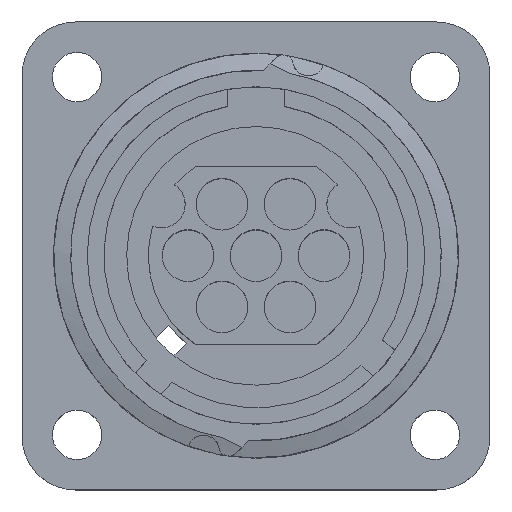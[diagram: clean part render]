
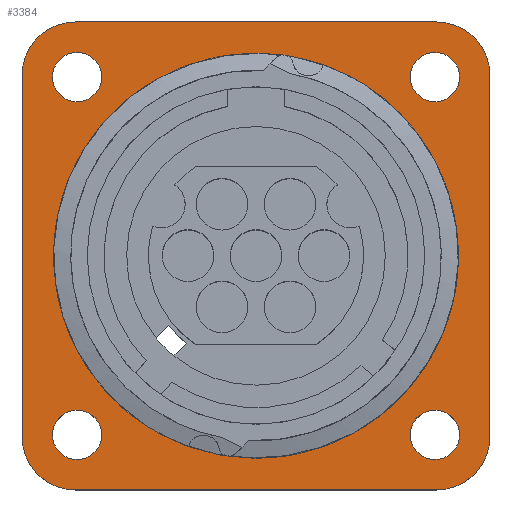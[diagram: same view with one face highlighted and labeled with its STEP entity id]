
A CAD part, top view. The second image highlights one B-rep face of the part: STEP entity #3384.
In plain terms, the highlighted planar face has unit normal (0, 0, 1).
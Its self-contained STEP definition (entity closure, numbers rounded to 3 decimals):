
#72=DIRECTION('',(-1.,0.,0.));
#73=VECTOR('',#72,23.241);
#74=CARTESIAN_POINT('',(11.621,15.05,0.));
#75=LINE('',#74,#73);
#76=CARTESIAN_POINT('',(11.621,11.621,0.));
#77=DIRECTION('',(0.,0.,1.));
#78=DIRECTION('',(1.,0.,0.));
#79=AXIS2_PLACEMENT_3D('',#76,#77,#78);
#81=DIRECTION('',(0.,1.,0.));
#82=VECTOR('',#81,23.241);
#83=CARTESIAN_POINT('',(15.05,-11.621,0.));
#84=LINE('',#83,#82);
#85=CARTESIAN_POINT('',(11.621,-11.621,0.));
#86=DIRECTION('',(0.,0.,1.));
#87=DIRECTION('',(0.,-1.,0.));
#88=AXIS2_PLACEMENT_3D('',#85,#86,#87);
#90=DIRECTION('',(1.,0.,0.));
#91=VECTOR('',#90,23.241);
#92=CARTESIAN_POINT('',(-11.621,-15.05,0.));
#93=LINE('',#92,#91);
#94=CARTESIAN_POINT('',(-11.621,-11.621,0.));
#95=DIRECTION('',(0.,0.,1.));
#96=DIRECTION('',(-1.,0.,0.));
#97=AXIS2_PLACEMENT_3D('',#94,#95,#96);
#99=DIRECTION('',(0.,-1.,0.));
#100=VECTOR('',#99,23.241);
#101=CARTESIAN_POINT('',(-15.05,11.621,0.));
#102=LINE('',#101,#100);
#103=CARTESIAN_POINT('',(-11.621,11.621,0.));
#104=DIRECTION('',(0.,0.,1.));
#105=DIRECTION('',(0.,1.,0.));
#106=AXIS2_PLACEMENT_3D('',#103,#104,#105);
#108=CARTESIAN_POINT('',(-11.506,11.506,0.));
#109=DIRECTION('',(0.,0.,1.));
#110=DIRECTION('',(1.,0.,0.));
#111=AXIS2_PLACEMENT_3D('',#108,#109,#110);
#113=CARTESIAN_POINT('',(-11.506,11.506,0.));
#114=DIRECTION('',(0.,0.,1.));
#115=DIRECTION('',(-1.,0.,0.));
#116=AXIS2_PLACEMENT_3D('',#113,#114,#115);
#118=CARTESIAN_POINT('',(11.506,11.506,0.));
#119=DIRECTION('',(0.,0.,1.));
#120=DIRECTION('',(1.,0.,0.));
#121=AXIS2_PLACEMENT_3D('',#118,#119,#120);
#123=CARTESIAN_POINT('',(11.506,11.506,0.));
#124=DIRECTION('',(0.,0.,1.));
#125=DIRECTION('',(-1.,0.,0.));
#126=AXIS2_PLACEMENT_3D('',#123,#124,#125);
#128=CARTESIAN_POINT('',(11.506,-11.506,0.));
#129=DIRECTION('',(0.,0.,1.));
#130=DIRECTION('',(1.,0.,0.));
#131=AXIS2_PLACEMENT_3D('',#128,#129,#130);
#133=CARTESIAN_POINT('',(11.506,-11.506,0.));
#134=DIRECTION('',(0.,0.,1.));
#135=DIRECTION('',(-1.,0.,0.));
#136=AXIS2_PLACEMENT_3D('',#133,#134,#135);
#138=CARTESIAN_POINT('',(-11.506,-11.506,0.));
#139=DIRECTION('',(0.,0.,1.));
#140=DIRECTION('',(1.,0.,0.));
#141=AXIS2_PLACEMENT_3D('',#138,#139,#140);
#143=CARTESIAN_POINT('',(-11.506,-11.506,0.));
#144=DIRECTION('',(0.,0.,1.));
#145=DIRECTION('',(-1.,0.,0.));
#146=AXIS2_PLACEMENT_3D('',#143,#144,#145);
#148=CARTESIAN_POINT('',(0.,0.,0.));
#149=DIRECTION('',(0.,0.,-1.));
#150=DIRECTION('',(-0.078,0.997,0.));
#151=AXIS2_PLACEMENT_3D('',#148,#149,#150);
#153=DIRECTION('',(0.,1.,0.));
#154=VECTOR('',#153,0.255);
#155=CARTESIAN_POINT('',(-1.016,12.723,0.));
#156=LINE('',#155,#154);
#157=CARTESIAN_POINT('',(0.,0.,0.));
#158=DIRECTION('',(0.,0.,1.));
#159=DIRECTION('',(-0.08,0.997,0.));
#160=AXIS2_PLACEMENT_3D('',#157,#158,#159);
#162=DIRECTION('',(0.,1.,0.));
#163=VECTOR('',#162,0.257);
#164=CARTESIAN_POINT('',(-2.032,12.601,0.));
#165=LINE('',#164,#163);
#166=CARTESIAN_POINT('',(0.,0.,0.));
#167=DIRECTION('',(0.,0.,-1.));
#168=DIRECTION('',(0.,-1.,0.));
#169=AXIS2_PLACEMENT_3D('',#166,#167,#168);
#171=CARTESIAN_POINT('',(0.,0.,0.));
#172=DIRECTION('',(0.,0.,-1.));
#173=DIRECTION('',(0.156,0.988,0.));
#174=AXIS2_PLACEMENT_3D('',#171,#172,#173);
#176=DIRECTION('',(0.,-1.,0.));
#177=VECTOR('',#176,0.257);
#178=CARTESIAN_POINT('',(2.032,12.858,0.));
#179=LINE('',#178,#177);
#180=CARTESIAN_POINT('',(0.,0.,0.));
#181=DIRECTION('',(0.,0.,1.));
#182=DIRECTION('',(0.159,0.987,0.));
#183=AXIS2_PLACEMENT_3D('',#180,#181,#182);
#185=DIRECTION('',(0.,1.,0.));
#186=VECTOR('',#185,0.255);
#187=CARTESIAN_POINT('',(1.016,12.723,0.));
#188=LINE('',#187,#186);
#2827=CARTESIAN_POINT('',(11.621,15.05,0.));
#2828=CARTESIAN_POINT('',(-11.621,15.05,0.));
#2829=VERTEX_POINT('',#2827);
#2830=VERTEX_POINT('',#2828);
#2831=CARTESIAN_POINT('',(-15.05,11.621,0.));
#2832=CARTESIAN_POINT('',(-15.05,-11.621,0.));
#2833=VERTEX_POINT('',#2831);
#2834=VERTEX_POINT('',#2832);
#2835=CARTESIAN_POINT('',(-11.621,-15.05,0.));
#2836=CARTESIAN_POINT('',(11.621,-15.05,0.));
#2837=VERTEX_POINT('',#2835);
#2838=VERTEX_POINT('',#2836);
#2839=CARTESIAN_POINT('',(15.05,-11.621,0.));
#2840=CARTESIAN_POINT('',(15.05,11.621,0.));
#2841=VERTEX_POINT('',#2839);
#2842=VERTEX_POINT('',#2840);
#2859=CARTESIAN_POINT('',(-9.919,11.506,0.));
#2860=CARTESIAN_POINT('',(-13.094,11.506,0.));
#2861=VERTEX_POINT('',#2859);
#2862=VERTEX_POINT('',#2860);
#2863=CARTESIAN_POINT('',(13.094,11.506,0.));
#2864=CARTESIAN_POINT('',(9.919,11.506,0.));
#2865=VERTEX_POINT('',#2863);
#2866=VERTEX_POINT('',#2864);
#2867=CARTESIAN_POINT('',(13.094,-11.506,0.));
#2868=CARTESIAN_POINT('',(9.919,-11.506,0.));
#2869=VERTEX_POINT('',#2867);
#2870=VERTEX_POINT('',#2868);
#2871=CARTESIAN_POINT('',(-9.919,-11.506,0.));
#2872=CARTESIAN_POINT('',(-13.094,-11.506,0.));
#2873=VERTEX_POINT('',#2871);
#2874=VERTEX_POINT('',#2872);
#3155=CARTESIAN_POINT('',(2.032,12.601,0.));
#3156=VERTEX_POINT('',#3155);
#3157=CARTESIAN_POINT('',(-2.032,12.601,0.));
#3158=VERTEX_POINT('',#3157);
#3163=CARTESIAN_POINT('',(-2.032,12.858,0.));
#3164=VERTEX_POINT('',#3163);
#3167=CARTESIAN_POINT('',(2.032,12.858,0.));
#3168=VERTEX_POINT('',#3167);
#3169=CARTESIAN_POINT('',(0.,-13.018,0.));
#3170=VERTEX_POINT('',#3169);
#3305=CARTESIAN_POINT('',(-1.016,12.978,0.));
#3306=CARTESIAN_POINT('',(1.016,12.978,0.));
#3307=VERTEX_POINT('',#3305);
#3308=VERTEX_POINT('',#3306);
#3309=CARTESIAN_POINT('',(-1.016,12.723,0.));
#3310=VERTEX_POINT('',#3309);
#3311=CARTESIAN_POINT('',(1.016,12.723,0.));
#3312=VERTEX_POINT('',#3311);
#3317=CARTESIAN_POINT('',(0.,0.,0.));
#3318=DIRECTION('',(0.,0.,1.));
#3319=DIRECTION('',(1.,0.,0.));
#3320=AXIS2_PLACEMENT_3D('',#3317,#3318,#3319);
#3321=PLANE('',#3320);
#3323=ORIENTED_EDGE('',*,*,#3322,.F.);
#3325=ORIENTED_EDGE('',*,*,#3324,.F.);
#3327=ORIENTED_EDGE('',*,*,#3326,.F.);
#3329=ORIENTED_EDGE('',*,*,#3328,.F.);
#3331=ORIENTED_EDGE('',*,*,#3330,.F.);
#3333=ORIENTED_EDGE('',*,*,#3332,.F.);
#3335=ORIENTED_EDGE('',*,*,#3334,.F.);
#3337=ORIENTED_EDGE('',*,*,#3336,.F.);
#3338=EDGE_LOOP('',(#3323,#3325,#3327,#3329,#3331,#3333,#3335,#3337));
#3339=FACE_OUTER_BOUND('',#3338,.F.);
#3341=ORIENTED_EDGE('',*,*,#3340,.T.);
#3343=ORIENTED_EDGE('',*,*,#3342,.T.);
#3344=EDGE_LOOP('',(#3341,#3343));
#3345=FACE_BOUND('',#3344,.F.);
#3347=ORIENTED_EDGE('',*,*,#3346,.T.);
#3349=ORIENTED_EDGE('',*,*,#3348,.T.);
#3350=EDGE_LOOP('',(#3347,#3349));
#3351=FACE_BOUND('',#3350,.F.);
#3353=ORIENTED_EDGE('',*,*,#3352,.T.);
#3355=ORIENTED_EDGE('',*,*,#3354,.T.);
#3356=EDGE_LOOP('',(#3353,#3355));
#3357=FACE_BOUND('',#3356,.F.);
#3359=ORIENTED_EDGE('',*,*,#3358,.T.);
#3361=ORIENTED_EDGE('',*,*,#3360,.T.);
#3362=EDGE_LOOP('',(#3359,#3361));
#3363=FACE_BOUND('',#3362,.F.);
#3365=ORIENTED_EDGE('',*,*,#3364,.F.);
#3367=ORIENTED_EDGE('',*,*,#3366,.F.);
#3369=ORIENTED_EDGE('',*,*,#3368,.T.);
#3371=ORIENTED_EDGE('',*,*,#3370,.T.);
#3373=ORIENTED_EDGE('',*,*,#3372,.F.);
#3375=ORIENTED_EDGE('',*,*,#3374,.F.);
#3377=ORIENTED_EDGE('',*,*,#3376,.T.);
#3379=ORIENTED_EDGE('',*,*,#3378,.T.);
#3381=ORIENTED_EDGE('',*,*,#3380,.T.);
#3382=EDGE_LOOP('',(#3365,#3367,#3369,#3371,#3373,#3375,#3377,#3379,#3381));
#3383=FACE_BOUND('',#3382,.F.);
#3384=ADVANCED_FACE('',(#3339,#3345,#3351,#3357,#3363,#3383),#3321,.T.);
#80=CIRCLE('',#79,3.429);
#89=CIRCLE('',#88,3.429);
#98=CIRCLE('',#97,3.429);
#107=CIRCLE('',#106,3.429);
#112=CIRCLE('',#111,1.588);
#117=CIRCLE('',#116,1.588);
#122=CIRCLE('',#121,1.588);
#127=CIRCLE('',#126,1.588);
#132=CIRCLE('',#131,1.588);
#137=CIRCLE('',#136,1.588);
#142=CIRCLE('',#141,1.588);
#147=CIRCLE('',#146,1.588);
#152=CIRCLE('',#151,13.018);
#161=CIRCLE('',#160,12.764);
#170=CIRCLE('',#169,13.018);
#175=CIRCLE('',#174,13.018);
#184=CIRCLE('',#183,12.764);
#3322=EDGE_CURVE('',#2829,#2830,#75,.T.);
#3324=EDGE_CURVE('',#2842,#2829,#80,.T.);
#3326=EDGE_CURVE('',#2841,#2842,#84,.T.);
#3328=EDGE_CURVE('',#2838,#2841,#89,.T.);
#3330=EDGE_CURVE('',#2837,#2838,#93,.T.);
#3332=EDGE_CURVE('',#2834,#2837,#98,.T.);
#3334=EDGE_CURVE('',#2833,#2834,#102,.T.);
#3336=EDGE_CURVE('',#2830,#2833,#107,.T.);
#3340=EDGE_CURVE('',#2861,#2862,#112,.T.);
#3342=EDGE_CURVE('',#2862,#2861,#117,.T.);
#3346=EDGE_CURVE('',#2865,#2866,#122,.T.);
#3348=EDGE_CURVE('',#2866,#2865,#127,.T.);
#3352=EDGE_CURVE('',#2869,#2870,#132,.T.);
#3354=EDGE_CURVE('',#2870,#2869,#137,.T.);
#3358=EDGE_CURVE('',#2873,#2874,#142,.T.);
#3360=EDGE_CURVE('',#2874,#2873,#147,.T.);
#3364=EDGE_CURVE('',#3307,#3308,#152,.T.);
#3366=EDGE_CURVE('',#3310,#3307,#156,.T.);
#3368=EDGE_CURVE('',#3310,#3158,#161,.T.);
#3370=EDGE_CURVE('',#3158,#3164,#165,.T.);
#3372=EDGE_CURVE('',#3170,#3164,#170,.T.);
#3374=EDGE_CURVE('',#3168,#3170,#175,.T.);
#3376=EDGE_CURVE('',#3168,#3156,#179,.T.);
#3378=EDGE_CURVE('',#3156,#3312,#184,.T.);
#3380=EDGE_CURVE('',#3312,#3308,#188,.T.);
